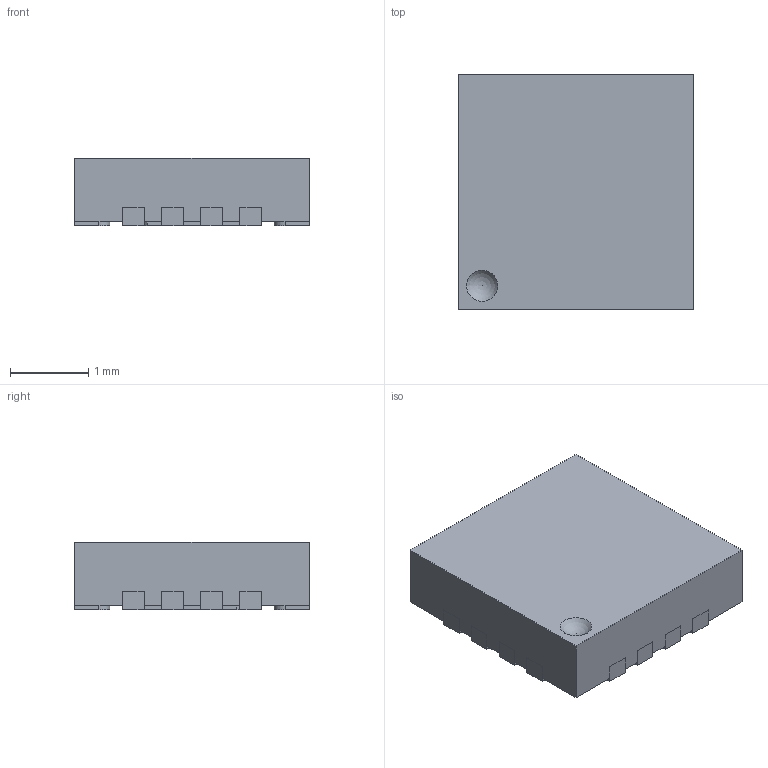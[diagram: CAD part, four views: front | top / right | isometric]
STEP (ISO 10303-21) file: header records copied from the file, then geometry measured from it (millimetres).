
FILE_DESCRIPTION(/* description */ (''),/* implementation_level */ '2;1');
FILE_NAME(/* name */ 'QFN-16 (3x3) Assembly.stp',/* time_stamp */ '2013-11-18T16:07:05+04:00',/* author */ (''),/* organization */ (''),/* preprocessor_version */ 'ST-DEVELOPER v15',/* originating_system */ 'SIEMENS PLM Software NX 9.0',/* authorisation */ '');
FILE_SCHEMA (('AUTOMOTIVE_DESIGN { 1 0 10303 214 3 1 1 1 }'));
Length unit declared in the file: millimetre
Products named in the file (3): QFN-16 (3x3) Part2; QFN-16 (3x3) Part1; QFN-16 (3x3) Assembly
Assembly tree (17 placements, depth 2):
  QFN-16 (3x3) Assembly
    QFN-16 (3x3) Part1
    QFN-16 (3x3) Part2  x16
Bounding box: 3 x 3 x 0.86 mm (x, y, z)
Volume: 7.5 mm3; surface area: 39 mm2
Topology: 17 solids, 17 shells, 173 faces, 414 edges, 277 vertices
Faces by surface type: plane 140, cylinder 32, sphere 1
Entity records: 2901 total; most frequent: CARTESIAN_POINT 490, DIRECTION 471, ORIENTED_EDGE 464, EDGE_CURVE 232, LINE 197, VECTOR 197, VERTEX_POINT 155, AXIS2_PLACEMENT_3D 137
